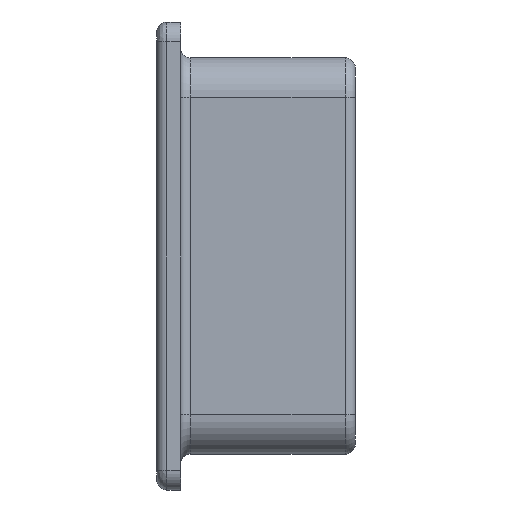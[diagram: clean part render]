
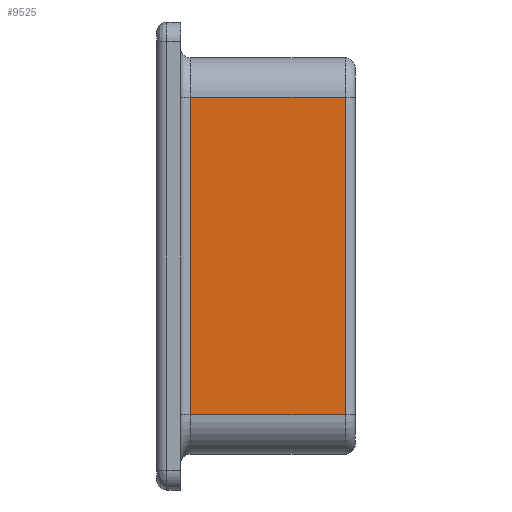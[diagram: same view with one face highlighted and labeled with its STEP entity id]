
A CAD part, left-side view. The second image highlights one B-rep face of the part: STEP entity #9525.
In plain terms, the highlighted planar face has unit normal (-1, 0, 0).
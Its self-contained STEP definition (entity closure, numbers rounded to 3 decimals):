
#657=FACE_OUTER_BOUND('',#1202,.T.);
#1202=EDGE_LOOP('',(#8533,#8534,#8535,#8536));
#2357=LINE('',#15489,#3513);
#2359=LINE('',#15498,#3515);
#2360=LINE('',#15500,#3516);
#2361=LINE('',#15501,#3517);
#3513=VECTOR('',#12695,10.);
#3515=VECTOR('',#12707,10.);
#3516=VECTOR('',#12708,10.);
#3517=VECTOR('',#12709,10.);
#4584=VERTEX_POINT('',#15483);
#4585=VERTEX_POINT('',#15487);
#4587=VERTEX_POINT('',#15497);
#4588=VERTEX_POINT('',#15499);
#5907=EDGE_CURVE('',#4585,#4584,#2357,.T.);
#5911=EDGE_CURVE('',#4585,#4587,#2359,.T.);
#5912=EDGE_CURVE('',#4588,#4587,#2360,.T.);
#5913=EDGE_CURVE('',#4584,#4588,#2361,.T.);
#8533=ORIENTED_EDGE('',*,*,#5907,.F.);
#8534=ORIENTED_EDGE('',*,*,#5911,.T.);
#8535=ORIENTED_EDGE('',*,*,#5912,.F.);
#8536=ORIENTED_EDGE('',*,*,#5913,.F.);
#9031=PLANE('',#10223);
#9525=ADVANCED_FACE('',(#657),#9031,.T.);
#10223=AXIS2_PLACEMENT_3D('',#15496,#12705,#12706);
#12695=DIRECTION('',(0.,0.,-1.));
#12705=DIRECTION('center_axis',(-1.,0.,0.));
#12706=DIRECTION('ref_axis',(0.,0.,1.));
#12707=DIRECTION('',(0.,1.,0.));
#12708=DIRECTION('',(0.,0.,1.));
#12709=DIRECTION('',(0.,1.,0.));
#15483=CARTESIAN_POINT('',(-156.4,0.5,2.));
#15487=CARTESIAN_POINT('',(-156.4,0.5,18.));
#15489=CARTESIAN_POINT('',(-156.4,0.5,6.));
#15496=CARTESIAN_POINT('Origin',(-156.4,0.,2.));
#15497=CARTESIAN_POINT('',(-156.4,8.3,18.));
#15498=CARTESIAN_POINT('',(-156.4,0.,18.));
#15499=CARTESIAN_POINT('',(-156.4,8.3,2.));
#15500=CARTESIAN_POINT('',(-156.4,8.3,6.));
#15501=CARTESIAN_POINT('',(-156.4,0.,2.));
